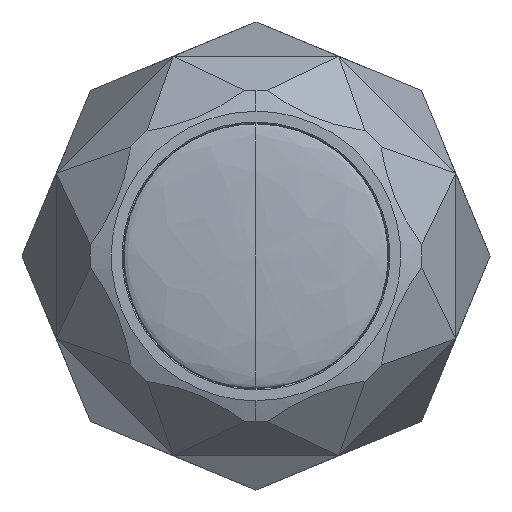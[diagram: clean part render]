
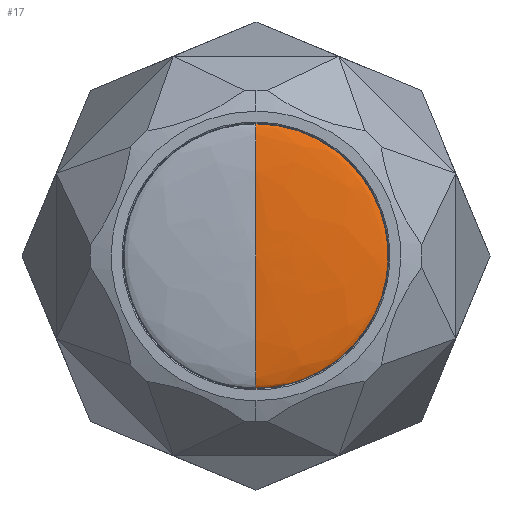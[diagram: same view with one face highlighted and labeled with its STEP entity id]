
A CAD part, front view. The second image highlights one B-rep face of the part: STEP entity #17.
In plain terms, the highlighted free-form (B-spline) face has degree [3, 3] with [4, 4] control points.
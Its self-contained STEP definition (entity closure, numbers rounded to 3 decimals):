
#17 = ADVANCED_FACE('',(#18),#48,.F.);
#18 = FACE_BOUND('',#19,.F.);
#19 = EDGE_LOOP('',(#20,#32,#41));
#20 = ORIENTED_EDGE('',*,*,#21,.T.);
#21 = EDGE_CURVE('',#22,#24,#26,.T.);
#22 = VERTEX_POINT('',#23);
#23 = CARTESIAN_POINT('',(0.,0.,20.039));
#24 = VERTEX_POINT('',#25);
#25 = CARTESIAN_POINT('',(0.,0.,-20.039));
#26 = ( BOUNDED_CURVE() B_SPLINE_CURVE(2,(#27,#28,#29,#30,#31),
.UNSPECIFIED.,.F.,.F.) B_SPLINE_CURVE_WITH_KNOTS((3,2,3),(0.,
1.571,3.142),.PIECEWISE_BEZIER_KNOTS.) CURVE() 
GEOMETRIC_REPRESENTATION_ITEM() RATIONAL_B_SPLINE_CURVE((1.,
0.707,1.,0.707,1.)) REPRESENTATION_ITEM('') );
#27 = CARTESIAN_POINT('',(0.,0.,20.039));
#28 = CARTESIAN_POINT('',(20.039,0.,20.039));
#29 = CARTESIAN_POINT('',(20.039,0.,0.));
#30 = CARTESIAN_POINT('',(20.039,0.,-20.039));
#31 = CARTESIAN_POINT('',(0.,0.,-20.039));
#32 = ORIENTED_EDGE('',*,*,#33,.F.);
#33 = EDGE_CURVE('',#34,#24,#36,.T.);
#34 = VERTEX_POINT('',#35);
#35 = CARTESIAN_POINT('',(0.,-1.822,0.));
#36 = ( BOUNDED_CURVE() B_SPLINE_CURVE(3,(#37,#38,#39,#40),
.UNSPECIFIED.,.F.,.F.) B_SPLINE_CURVE_WITH_KNOTS((4,4),(4.712,
6.283),.PIECEWISE_BEZIER_KNOTS.) CURVE() 
GEOMETRIC_REPRESENTATION_ITEM() RATIONAL_B_SPLINE_CURVE((1.,
0.805,0.805,1.)) REPRESENTATION_ITEM('') );
#37 = CARTESIAN_POINT('',(0.,-1.822,0.));
#38 = CARTESIAN_POINT('',(0.,-1.822,
    -11.739));
#39 = CARTESIAN_POINT('',(0.,-1.067,
    -20.039));
#40 = CARTESIAN_POINT('',(0.,0.,-20.039));
#41 = ORIENTED_EDGE('',*,*,#42,.T.);
#42 = EDGE_CURVE('',#34,#22,#43,.T.);
#43 = ( BOUNDED_CURVE() B_SPLINE_CURVE(3,(#44,#45,#46,#47),
.UNSPECIFIED.,.F.,.F.) B_SPLINE_CURVE_WITH_KNOTS((4,4),(4.712,
6.283),.PIECEWISE_BEZIER_KNOTS.) CURVE() 
GEOMETRIC_REPRESENTATION_ITEM() RATIONAL_B_SPLINE_CURVE((1.,
0.805,0.805,1.)) REPRESENTATION_ITEM('') );
#44 = CARTESIAN_POINT('',(0.,-1.822,0.));
#45 = CARTESIAN_POINT('',(0.,-1.822,11.739));
#46 = CARTESIAN_POINT('',(0.,-1.067,20.039));
#47 = CARTESIAN_POINT('',(0.,0.,20.039));
#48 = ( BOUNDED_SURFACE() B_SPLINE_SURFACE(3,3,(
    (#49,#50,#51,#52)
    ,(#53,#54,#55,#56)
    ,(#57,#58,#59,#60)
    ,(#61,#62,#63,#64
)),.UNSPECIFIED.,.F.,.F.,.F.) B_SPLINE_SURFACE_WITH_KNOTS((4,4),(4,4),(
    0.,1.),(0.,1.),.PIECEWISE_BEZIER_KNOTS.) 
GEOMETRIC_REPRESENTATION_ITEM() RATIONAL_B_SPLINE_SURFACE((
    (1.,0.333,0.333,1.)
    ,(0.805,0.268,0.268,0.805)
    ,(0.805,0.268,0.268,0.805)
,(1.,0.333,0.333,1.
))) REPRESENTATION_ITEM('') SURFACE() );
#49 = CARTESIAN_POINT('',(0.,0.,-20.039));
#50 = CARTESIAN_POINT('',(40.078,0.,-20.039));
#51 = CARTESIAN_POINT('',(40.078,0.,20.039));
#52 = CARTESIAN_POINT('',(0.,0.,20.039));
#53 = CARTESIAN_POINT('',(0.,-1.067,
    -20.039));
#54 = CARTESIAN_POINT('',(40.078,-1.067,
    -20.039));
#55 = CARTESIAN_POINT('',(40.078,-1.067,
    20.039));
#56 = CARTESIAN_POINT('',(0.,-1.067,
    20.039));
#57 = CARTESIAN_POINT('',(0.,-1.822,
    -11.739));
#58 = CARTESIAN_POINT('',(23.477,-1.822,
    -11.739));
#59 = CARTESIAN_POINT('',(23.477,-1.822,11.739
    ));
#60 = CARTESIAN_POINT('',(0.,-1.822,
    11.739));
#61 = CARTESIAN_POINT('',(0.,-1.822,
    0.));
#62 = CARTESIAN_POINT('',(0.,-1.822,
    0.));
#63 = CARTESIAN_POINT('',(0.,-1.822,
    0.));
#64 = CARTESIAN_POINT('',(0.,-1.822,
    0.));
